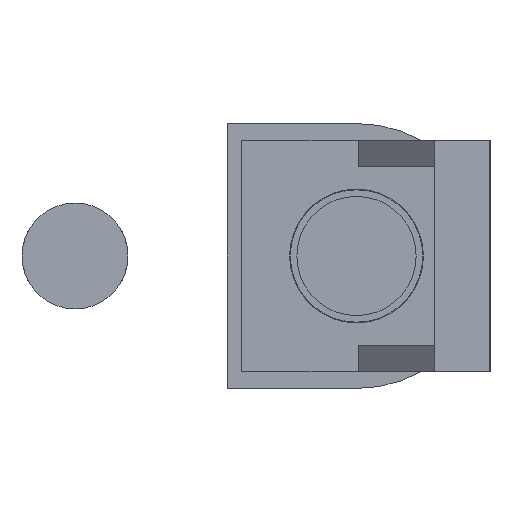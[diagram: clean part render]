
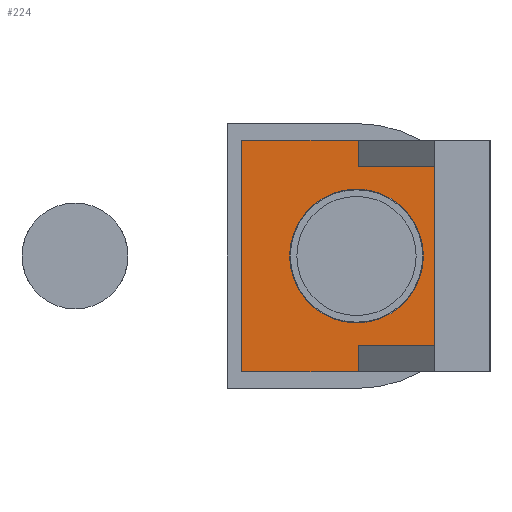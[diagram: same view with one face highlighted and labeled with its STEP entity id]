
A CAD part, left-side view. The second image highlights one B-rep face of the part: STEP entity #224.
In plain terms, the highlighted planar face has unit normal (-1, 0, 0).
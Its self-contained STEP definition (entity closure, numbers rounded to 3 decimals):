
#224=ADVANCED_FACE('',(#495,#496),#497,.T.);
#495=FACE_BOUND('',#821,.T.);
#496=FACE_OUTER_BOUND('',#822,.T.);
#497=PLANE('',#823);
#821=EDGE_LOOP('',(#1374,#1375));
#822=EDGE_LOOP('',(#1376,#1377,#1378,#1379,#1380,#1381,#1382,#1383));
#823=AXIS2_PLACEMENT_3D('',#1384,#1385,#1386);
#1374=ORIENTED_EDGE('',*,*,#1978,.T.);
#1375=ORIENTED_EDGE('',*,*,#1850,.T.);
#1376=ORIENTED_EDGE('',*,*,#1991,.T.);
#1377=ORIENTED_EDGE('',*,*,#1995,.T.);
#1378=ORIENTED_EDGE('',*,*,#1986,.T.);
#1379=ORIENTED_EDGE('',*,*,#1998,.F.);
#1380=ORIENTED_EDGE('',*,*,#1999,.F.);
#1381=ORIENTED_EDGE('',*,*,#2000,.T.);
#1382=ORIENTED_EDGE('',*,*,#2001,.T.);
#1383=ORIENTED_EDGE('',*,*,#2002,.T.);
#1384=CARTESIAN_POINT('',(-28.4,2.8,-17.5));
#1385=DIRECTION('',(-1.0,0.0,0.0));
#1386=DIRECTION('',(0.0,-1.0,0.0));
#1850=EDGE_CURVE('',#2185,#2189,#2191,.T.);
#1978=EDGE_CURVE('',#2189,#2185,#2377,.T.);
#1986=EDGE_CURVE('',#2390,#2388,#2391,.T.);
#1991=EDGE_CURVE('',#2398,#2399,#2400,.T.);
#1995=EDGE_CURVE('',#2399,#2390,#2405,.T.);
#1998=EDGE_CURVE('',#2408,#2388,#2409,.T.);
#1999=EDGE_CURVE('',#2410,#2408,#2411,.T.);
#2000=EDGE_CURVE('',#2410,#2412,#2413,.T.);
#2001=EDGE_CURVE('',#2412,#2414,#2415,.T.);
#2002=EDGE_CURVE('',#2414,#2398,#2416,.T.);
#2185=VERTEX_POINT('',#2664);
#2189=VERTEX_POINT('',#2669);
#2191=CIRCLE('',#2672,10.1);
#2377=CIRCLE('',#2908,10.1);
#2388=VERTEX_POINT('',#2922);
#2390=VERTEX_POINT('',#2925);
#2391=LINE('',#2926,#2927);
#2398=VERTEX_POINT('',#2937);
#2399=VERTEX_POINT('',#2938);
#2400=LINE('',#2939,#2940);
#2405=LINE('',#2947,#2948);
#2408=VERTEX_POINT('',#2952);
#2409=LINE('',#2953,#2954);
#2410=VERTEX_POINT('',#2955);
#2411=LINE('',#2956,#2957);
#2412=VERTEX_POINT('',#2958);
#2413=LINE('',#2959,#2960);
#2414=VERTEX_POINT('',#2961);
#2415=LINE('',#2962,#2963);
#2416=LINE('',#2964,#2965);
#2664=CARTESIAN_POINT('',(-28.4,10.1,0.));
#2669=CARTESIAN_POINT('',(-28.4,-10.1,0.));
#2672=AXIS2_PLACEMENT_3D('',#3416,#3417,#3418);
#2908=AXIS2_PLACEMENT_3D('',#3583,#3584,#3585);
#2922=CARTESIAN_POINT('',(-28.4,17.35,17.5));
#2925=CARTESIAN_POINT('',(-28.4,-0.266,17.5));
#2926=CARTESIAN_POINT('',(-28.4,-11.75,17.5));
#2927=VECTOR('',#3593,1.0);
#2937=CARTESIAN_POINT('',(-28.4,-11.75,13.5));
#2938=CARTESIAN_POINT('',(-28.4,-0.266,13.5));
#2939=CARTESIAN_POINT('',(-28.4,0.164,13.5));
#2940=VECTOR('',#3597,1.0);
#2947=CARTESIAN_POINT('',(-28.4,-0.266,-1.0));
#2948=VECTOR('',#3600,1.0);
#2952=CARTESIAN_POINT('',(-28.4,17.35,-17.5));
#2953=CARTESIAN_POINT('',(-28.4,17.35,-17.5));
#2954=VECTOR('',#3602,1.0);
#2955=CARTESIAN_POINT('',(-28.4,-0.266,-17.5));
#2956=CARTESIAN_POINT('',(-28.4,-11.75,-17.5));
#2957=VECTOR('',#3603,1.0);
#2958=CARTESIAN_POINT('',(-28.4,-0.266,-13.5));
#2959=CARTESIAN_POINT('',(-28.4,-0.266,-16.5));
#2960=VECTOR('',#3604,1.0);
#2961=CARTESIAN_POINT('',(-28.4,-11.75,-13.5));
#2962=CARTESIAN_POINT('',(-28.4,0.164,-13.5));
#2963=VECTOR('',#3605,1.0);
#2964=CARTESIAN_POINT('',(-28.4,-11.75,-17.5));
#2965=VECTOR('',#3606,1.0);
#3416=CARTESIAN_POINT('',(-28.4,0.0,0.0));
#3417=DIRECTION('',(1.0,0.0,-0.0));
#3418=DIRECTION('',(0.0,1.0,0.0));
#3583=CARTESIAN_POINT('',(-28.4,0.0,0.0));
#3584=DIRECTION('',(1.0,0.0,-0.0));
#3585=DIRECTION('',(0.0,1.0,0.0));
#3593=DIRECTION('',(0.0,1.0,0.0));
#3597=DIRECTION('',(0.0,1.0,0.0));
#3600=DIRECTION('',(0.0,0.0,1.0));
#3602=DIRECTION('',(0.0,0.0,1.0));
#3603=DIRECTION('',(0.0,1.0,0.0));
#3604=DIRECTION('',(0.0,0.0,1.0));
#3605=DIRECTION('',(0.0,-1.0,0.0));
#3606=DIRECTION('',(0.0,0.0,1.0));
